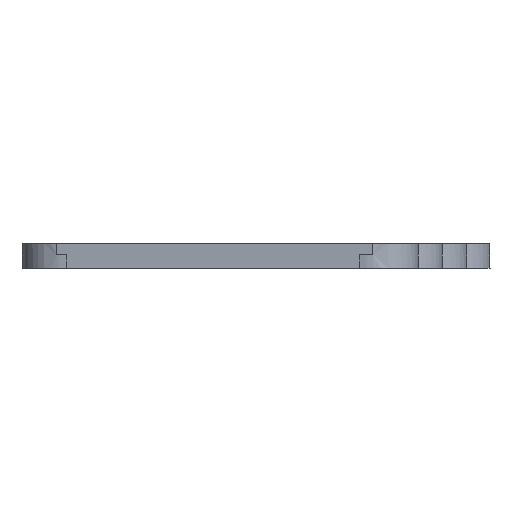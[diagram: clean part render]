
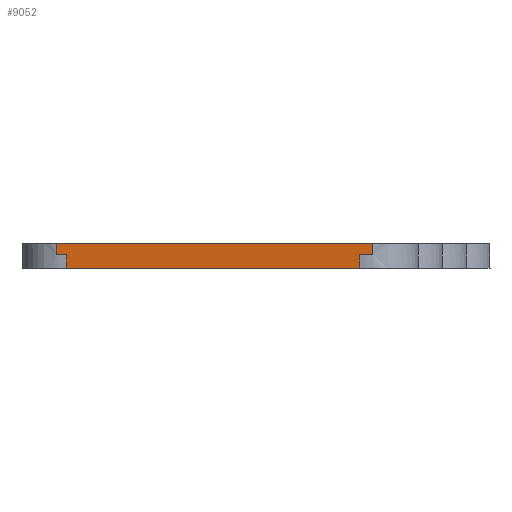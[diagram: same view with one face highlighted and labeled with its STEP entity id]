
A CAD part, left-side view. The second image highlights one B-rep face of the part: STEP entity #9052.
In plain terms, the highlighted planar face has unit normal (-0.991, 0.136, 0).
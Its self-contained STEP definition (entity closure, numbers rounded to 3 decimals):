
#1515=FACE_OUTER_BOUND('',#2009,.T.);
#2009=EDGE_LOOP('',(#8401,#8402,#8403,#8404,#8405,#8406,#8407,#8408));
#2432=LINE('',#15863,#3121);
#2519=LINE('',#16282,#3208);
#2521=LINE('',#16289,#3210);
#2522=LINE('',#16294,#3211);
#2523=LINE('',#16314,#3212);
#2524=LINE('',#16315,#3213);
#2702=LINE('',#17549,#3391);
#2703=LINE('',#17550,#3392);
#3121=VECTOR('',#10075,10.);
#3208=VECTOR('',#10266,10.);
#3210=VECTOR('',#10272,10.);
#3211=VECTOR('',#10277,10.);
#3212=VECTOR('',#10280,10.);
#3213=VECTOR('',#10281,10.);
#3391=VECTOR('',#10621,10.);
#3392=VECTOR('',#10622,10.);
#4127=VERTEX_POINT('',#15860);
#4128=VERTEX_POINT('',#15862);
#4255=VERTEX_POINT('',#16279);
#4256=VERTEX_POINT('',#16281);
#4258=VERTEX_POINT('',#16287);
#4259=VERTEX_POINT('',#16288);
#4260=VERTEX_POINT('',#16292);
#4261=VERTEX_POINT('',#16293);
#5312=EDGE_CURVE('',#4127,#4128,#2432,.T.);
#5453=EDGE_CURVE('',#4255,#4256,#2519,.T.);
#5456=EDGE_CURVE('',#4258,#4259,#2521,.T.);
#5458=EDGE_CURVE('',#4260,#4261,#2522,.T.);
#5460=EDGE_CURVE('',#4128,#4258,#2523,.T.);
#5461=EDGE_CURVE('',#4259,#4255,#2524,.T.);
#5681=EDGE_CURVE('',#4127,#4261,#2702,.T.);
#5682=EDGE_CURVE('',#4260,#4256,#2703,.T.);
#8401=ORIENTED_EDGE('',*,*,#5312,.F.);
#8402=ORIENTED_EDGE('',*,*,#5681,.T.);
#8403=ORIENTED_EDGE('',*,*,#5458,.F.);
#8404=ORIENTED_EDGE('',*,*,#5682,.T.);
#8405=ORIENTED_EDGE('',*,*,#5453,.F.);
#8406=ORIENTED_EDGE('',*,*,#5461,.F.);
#8407=ORIENTED_EDGE('',*,*,#5456,.F.);
#8408=ORIENTED_EDGE('',*,*,#5460,.F.);
#8576=PLANE('',#9357);
#9052=ADVANCED_FACE('',(#1515),#8576,.T.);
#9357=AXIS2_PLACEMENT_3D('',#17551,#10623,#10624);
#10075=DIRECTION('',(0.136,0.991,0.));
#10266=DIRECTION('',(-0.136,-0.991,0.));
#10272=DIRECTION('',(0.136,0.991,0.));
#10277=DIRECTION('',(0.136,0.991,0.));
#10280=DIRECTION('',(0.,0.,1.));
#10281=DIRECTION('',(0.,0.,1.));
#10621=DIRECTION('',(0.,0.,1.));
#10622=DIRECTION('',(0.,0.,1.));
#10623=DIRECTION('center_axis',(-0.991,0.136,0.));
#10624=DIRECTION('ref_axis',(-0.136,-0.991,0.));
#15860=CARTESIAN_POINT('',(0.532,0.956,0.));
#15862=CARTESIAN_POINT('',(3.435,22.076,0.));
#15863=CARTESIAN_POINT('',(0.406,0.045,0.));
#16279=CARTESIAN_POINT('',(3.53,22.771,1.8));
#16281=CARTESIAN_POINT('',(0.406,0.045,1.8));
#16282=CARTESIAN_POINT('',(0.406,0.045,1.8));
#16287=CARTESIAN_POINT('',(3.435,22.076,1.));
#16288=CARTESIAN_POINT('',(3.53,22.771,1.));
#16289=CARTESIAN_POINT('',(3.318,21.222,1.));
#16292=CARTESIAN_POINT('',(0.406,0.045,1.));
#16293=CARTESIAN_POINT('',(0.532,0.956,1.));
#16294=CARTESIAN_POINT('',(3.318,21.222,1.));
#16314=CARTESIAN_POINT('',(3.435,22.076,0.));
#16315=CARTESIAN_POINT('',(3.53,22.771,0.));
#17549=CARTESIAN_POINT('',(0.532,0.956,0.));
#17550=CARTESIAN_POINT('',(0.406,0.045,0.));
#17551=CARTESIAN_POINT('Origin',(3.435,22.076,0.));
